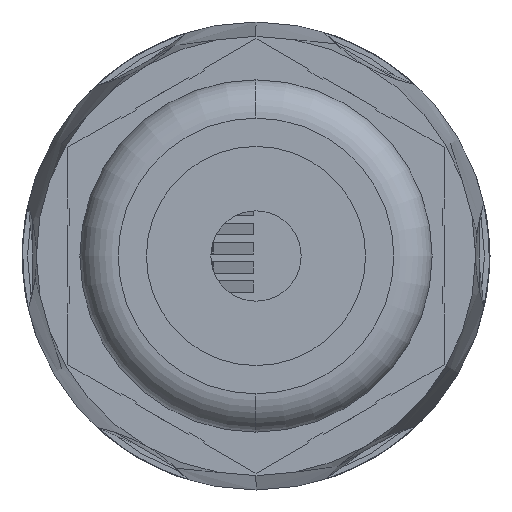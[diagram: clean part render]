
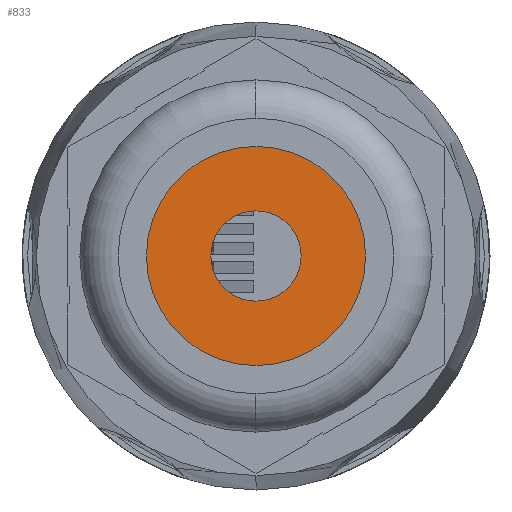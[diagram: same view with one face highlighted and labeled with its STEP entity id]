
A CAD part, left-side view. The second image highlights one B-rep face of the part: STEP entity #833.
In plain terms, the highlighted planar face has unit normal (-1, 0, 0).
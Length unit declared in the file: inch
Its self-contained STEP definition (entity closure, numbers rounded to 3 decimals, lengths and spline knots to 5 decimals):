
#748 = ORIENTED_EDGE ( 'NONE', *, *, #767, .T. ) ;
#767 = EDGE_CURVE ( 'NONE', #786, #790, #4661, .T. ) ;
#775 = EDGE_CURVE ( 'NONE', #796, #7532, #4658, .T. ) ;
#786 = VERTEX_POINT ( 'NONE', #4636 ) ;
#788 = ORIENTED_EDGE ( 'NONE', *, *, #816, .F. ) ;
#790 = VERTEX_POINT ( 'NONE', #4691 ) ;
#796 = VERTEX_POINT ( 'NONE', #4683 ) ;
#801 = EDGE_LOOP ( 'NONE', ( #830, #748 ) ) ;
#808 = ORIENTED_EDGE ( 'NONE', *, *, #775, .F. ) ;
#816 = EDGE_CURVE ( 'NONE', #7532, #796, #4681, .T. ) ;
#830 = ORIENTED_EDGE ( 'NONE', *, *, #7568, .T. ) ;
#833 = ADVANCED_FACE ( 'NONE', ( #4734, #4754 ), #4739, .F. ) ;
#4636 = CARTESIAN_POINT ( 'NONE',  ( -0.226, 0., -0.118 ) ) ;
#4649 = DIRECTION ( 'NONE',  ( 0., 0., -1. ) ) ;
#4650 = DIRECTION ( 'NONE',  ( 1., 0., 0. ) ) ;
#4651 = AXIS2_PLACEMENT_3D ( 'NONE', #4662, #4650, #4649 ) ;
#4654 = DIRECTION ( 'NONE',  ( 0., 0., -1. ) ) ;
#4655 = DIRECTION ( 'NONE',  ( 1., 0., 0. ) ) ;
#4656 = CARTESIAN_POINT ( 'NONE',  ( -0.226, 0., 0. ) ) ;
#4658 = CIRCLE ( 'NONE', #4651, 0.305 ) ;
#4661 = CIRCLE ( 'NONE', #4664, 0.118 ) ;
#4662 = CARTESIAN_POINT ( 'NONE',  ( -0.226, 0., 0. ) ) ;
#4664 = AXIS2_PLACEMENT_3D ( 'NONE', #4656, #4655, #4654 ) ;
#4681 = CIRCLE ( 'NONE', #4703, 0.305 ) ;
#4683 = CARTESIAN_POINT ( 'NONE',  ( -0.226, 0., 0.305 ) ) ;
#4691 = CARTESIAN_POINT ( 'NONE',  ( -0.226, 0., 0.118 ) ) ;
#4702 = DIRECTION ( 'NONE',  ( 0., 0., -1. ) ) ;
#4703 = AXIS2_PLACEMENT_3D ( 'NONE', #4723, #4708, #4702 ) ;
#4708 = DIRECTION ( 'NONE',  ( 1., 0., 0. ) ) ;
#4723 = CARTESIAN_POINT ( 'NONE',  ( -0.226, 0., 0. ) ) ;
#4729 = DIRECTION ( 'NONE',  ( 0., 0., -1. ) ) ;
#4730 = DIRECTION ( 'NONE',  ( 1., 0., 0. ) ) ;
#4731 = CARTESIAN_POINT ( 'NONE',  ( -0.226, 0., 0. ) ) ;
#4734 = FACE_OUTER_BOUND ( 'NONE', #7529, .T. ) ;
#4739 = PLANE ( 'NONE',  #4740 ) ;
#4740 = AXIS2_PLACEMENT_3D ( 'NONE', #4731, #4730, #4729 ) ;
#4754 = FACE_BOUND ( 'NONE', #801, .T. ) ;
#7529 = EDGE_LOOP ( 'NONE', ( #808, #788 ) ) ;
#7532 = VERTEX_POINT ( 'NONE', #14067 ) ;
#7568 = EDGE_CURVE ( 'NONE', #790, #786, #14079, .T. ) ;
#14052 = AXIS2_PLACEMENT_3D ( 'NONE', #14118, #14117, #14116 ) ;
#14067 = CARTESIAN_POINT ( 'NONE',  ( -0.226, 0., -0.305 ) ) ;
#14079 = CIRCLE ( 'NONE', #14052, 0.118 ) ;
#14116 = DIRECTION ( 'NONE',  ( 0., 0., -1. ) ) ;
#14117 = DIRECTION ( 'NONE',  ( 1., 0., 0. ) ) ;
#14118 = CARTESIAN_POINT ( 'NONE',  ( -0.226, 0., 0. ) ) ;
